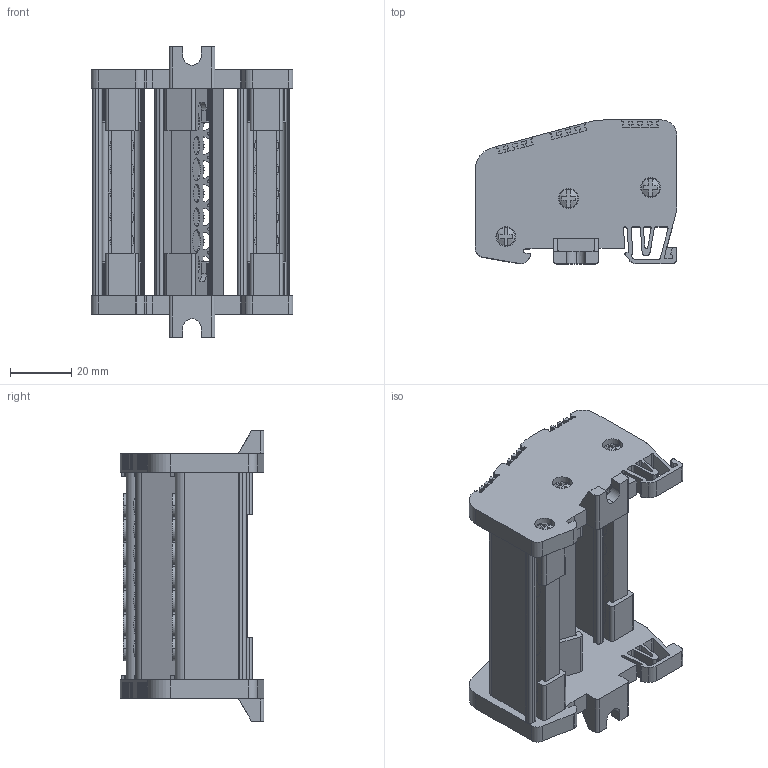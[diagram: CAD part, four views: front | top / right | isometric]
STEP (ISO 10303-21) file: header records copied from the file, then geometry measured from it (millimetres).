
FILE_DESCRIPTION (( 'STEP AP203' ), '1' );
FILE_NAME ('7x12 Üç Kutuplu Daðýtýcý Ünite - 7 Delikli.STEP', '2019-01-09T06:55:51', ( '' ), ( '' ), 'SwSTEP 2.0', 'SolidWorks 2011', '' );
FILE_SCHEMA (( 'CONFIG_CONTROL_DESIGN' ));
Length unit declared in the file: millimetre
Products named in the file (1): 7x12 Üç Kutuplu Daðýtýcý Ünite - 7 Delikli
Bounding box: 66 x 47 x 95 mm (x, y, z)
Volume: 62682.4 mm3; surface area: 53653.6 mm2
Topology: 1 solids, 16 shells, 2334 faces, 6602 edges, 4382 vertices
Faces by surface type: plane 1177, cylinder 831, cone 266, bspline 60
Entity records: 77887 total; most frequent: CARTESIAN_POINT 16068, ORIENTED_EDGE 13204, DIRECTION 12978, EDGE_CURVE 6602, AXIS2_PLACEMENT_3D 4542, VERTEX_POINT 4382, LINE 3894, VECTOR 3894
